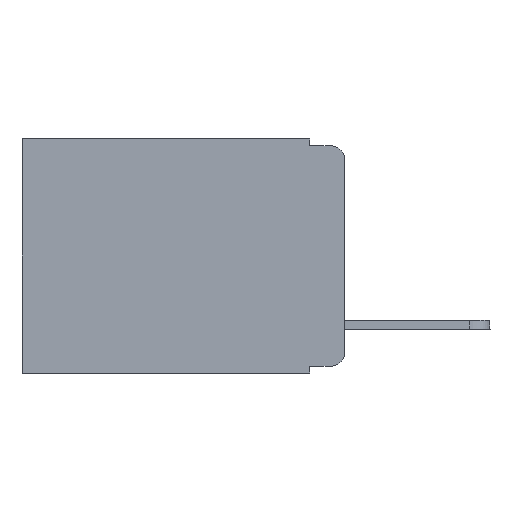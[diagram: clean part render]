
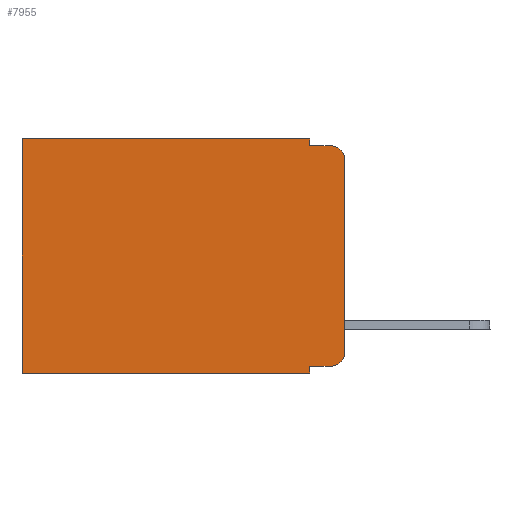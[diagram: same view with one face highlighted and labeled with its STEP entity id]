
A CAD part, left-side view. The second image highlights one B-rep face of the part: STEP entity #7955.
In plain terms, the highlighted planar face has unit normal (-1, 0, 0).
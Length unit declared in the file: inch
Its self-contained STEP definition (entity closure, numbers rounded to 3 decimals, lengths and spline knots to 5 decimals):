
#69 = CARTESIAN_POINT ( 'NONE',  ( 0.298, 0.051, -0.333 ) ) ;
#728 = EDGE_CURVE ( 'NONE', #7027, #4853, #5896, .T. ) ;
#732 = CARTESIAN_POINT ( 'NONE',  ( 0.298, 0.473, 0. ) ) ;
#793 = VECTOR ( 'NONE', #13883, 39.37008 ) ;
#1130 = DIRECTION ( 'NONE',  ( 0., -1., 0. ) ) ;
#1143 = CARTESIAN_POINT ( 'NONE',  ( 0.298, 0., 0. ) ) ;
#1238 = CARTESIAN_POINT ( 'NONE',  ( 0.298, 0.473, 0. ) ) ;
#1442 = ORIENTED_EDGE ( 'NONE', *, *, #2702, .F. ) ;
#1585 = DIRECTION ( 'NONE',  ( 0., -1., 0. ) ) ;
#1748 = VECTOR ( 'NONE', #8431, 39.37008 ) ;
#1812 = VERTEX_POINT ( 'NONE', #5822 ) ;
#2289 = EDGE_CURVE ( 'NONE', #14386, #8192, #14515, .T. ) ;
#2357 = ORIENTED_EDGE ( 'NONE', *, *, #728, .F. ) ;
#2702 = EDGE_CURVE ( 'NONE', #3751, #1812, #8993, .T. ) ;
#2888 = ORIENTED_EDGE ( 'NONE', *, *, #6191, .T. ) ;
#3175 = EDGE_CURVE ( 'NONE', #13206, #12820, #11708, .T. ) ;
#3186 = ORIENTED_EDGE ( 'NONE', *, *, #9443, .T. ) ;
#3265 = CARTESIAN_POINT ( 'NONE',  ( 0.298, 0.02, -0.313 ) ) ;
#3311 = CARTESIAN_POINT ( 'NONE',  ( 0.298, 0.02, -0.01 ) ) ;
#3342 = EDGE_CURVE ( 'NONE', #12994, #1812, #13119, .T. ) ;
#3353 = AXIS2_PLACEMENT_3D ( 'NONE', #1143, #6704, #12493 ) ;
#3498 = CARTESIAN_POINT ( 'NONE',  ( 0.298, 0.051, -0.343 ) ) ;
#3524 = CIRCLE ( 'NONE', #7713, 0.02 ) ;
#3751 = VERTEX_POINT ( 'NONE', #6665 ) ;
#4390 = ORIENTED_EDGE ( 'NONE', *, *, #7379, .F. ) ;
#4853 = VERTEX_POINT ( 'NONE', #3498 ) ;
#4952 = EDGE_LOOP ( 'NONE', ( #1442, #3186, #12146, #7534, #2888, #10164, #4390, #2357, #6802, #5333 ) ) ;
#5333 = ORIENTED_EDGE ( 'NONE', *, *, #3342, .T. ) ;
#5822 = CARTESIAN_POINT ( 'NONE',  ( 0.298, 0., -0.313 ) ) ;
#5896 = LINE ( 'NONE', #9530, #1748 ) ;
#6191 = EDGE_CURVE ( 'NONE', #12089, #14386, #8297, .T. ) ;
#6199 = EDGE_CURVE ( 'NONE', #12089, #13206, #12861, .T. ) ;
#6665 = CARTESIAN_POINT ( 'NONE',  ( 0.298, 0., -0.03 ) ) ;
#6689 = LINE ( 'NONE', #69, #14062 ) ;
#6704 = DIRECTION ( 'NONE',  ( 1., 0., 0. ) ) ;
#6802 = ORIENTED_EDGE ( 'NONE', *, *, #9866, .T. ) ;
#7027 = VERTEX_POINT ( 'NONE', #14295 ) ;
#7221 = DIRECTION ( 'NONE',  ( 0., 0., -1. ) ) ;
#7379 = EDGE_CURVE ( 'NONE', #4853, #8192, #9717, .T. ) ;
#7527 = DIRECTION ( 'NONE',  ( -1., 0., 0. ) ) ;
#7534 = ORIENTED_EDGE ( 'NONE', *, *, #6199, .F. ) ;
#7713 = AXIS2_PLACEMENT_3D ( 'NONE', #12643, #11697, #10518 ) ;
#7955 = ADVANCED_FACE ( 'NONE', ( #13539 ), #11111, .F. ) ;
#7975 = CARTESIAN_POINT ( 'NONE',  ( 0.298, 0., 0. ) ) ;
#8122 = DIRECTION ( 'NONE',  ( 0., 0., -1. ) ) ;
#8192 = VERTEX_POINT ( 'NONE', #8295 ) ;
#8295 = CARTESIAN_POINT ( 'NONE',  ( 0.298, 0.473, -0.343 ) ) ;
#8297 = LINE ( 'NONE', #9396, #793 ) ;
#8431 = DIRECTION ( 'NONE',  ( 0., 0., -1. ) ) ;
#8831 = VECTOR ( 'NONE', #11887, 39.37008 ) ;
#8993 = LINE ( 'NONE', #7975, #13794 ) ;
#9396 = CARTESIAN_POINT ( 'NONE',  ( 0.298, 0., 0. ) ) ;
#9443 = EDGE_CURVE ( 'NONE', #3751, #12820, #3524, .T. ) ;
#9530 = CARTESIAN_POINT ( 'NONE',  ( 0.298, 0.051, 0. ) ) ;
#9679 = CARTESIAN_POINT ( 'NONE',  ( 0.298, 0.051, 0. ) ) ;
#9717 = LINE ( 'NONE', #13260, #9774 ) ;
#9774 = VECTOR ( 'NONE', #14334, 39.37008 ) ;
#9866 = EDGE_CURVE ( 'NONE', #7027, #12994, #6689, .T. ) ;
#10164 = ORIENTED_EDGE ( 'NONE', *, *, #2289, .T. ) ;
#10518 = DIRECTION ( 'NONE',  ( 0., 0., -1. ) ) ;
#10534 = CARTESIAN_POINT ( 'NONE',  ( 0.298, 0.051, -0.01 ) ) ;
#10998 = VECTOR ( 'NONE', #1585, 39.37008 ) ;
#11097 = VECTOR ( 'NONE', #7221, 39.37008 ) ;
#11111 = PLANE ( 'NONE',  #3353 ) ;
#11697 = DIRECTION ( 'NONE',  ( -1., 0., 0. ) ) ;
#11708 = LINE ( 'NONE', #10534, #10998 ) ;
#11721 = AXIS2_PLACEMENT_3D ( 'NONE', #3265, #7527, #12063 ) ;
#11887 = DIRECTION ( 'NONE',  ( 0., 0., -1. ) ) ;
#12063 = DIRECTION ( 'NONE',  ( 0., 0., -1. ) ) ;
#12089 = VERTEX_POINT ( 'NONE', #13545 ) ;
#12146 = ORIENTED_EDGE ( 'NONE', *, *, #3175, .F. ) ;
#12493 = DIRECTION ( 'NONE',  ( 0., 0., -1. ) ) ;
#12536 = CARTESIAN_POINT ( 'NONE',  ( 0.298, 0.02, -0.333 ) ) ;
#12643 = CARTESIAN_POINT ( 'NONE',  ( 0.298, 0.02, -0.03 ) ) ;
#12820 = VERTEX_POINT ( 'NONE', #3311 ) ;
#12861 = LINE ( 'NONE', #9679, #11097 ) ;
#12994 = VERTEX_POINT ( 'NONE', #12536 ) ;
#13119 = CIRCLE ( 'NONE', #11721, 0.02 ) ;
#13206 = VERTEX_POINT ( 'NONE', #13855 ) ;
#13260 = CARTESIAN_POINT ( 'NONE',  ( 0.298, 0., -0.343 ) ) ;
#13539 = FACE_OUTER_BOUND ( 'NONE', #4952, .T. ) ;
#13545 = CARTESIAN_POINT ( 'NONE',  ( 0.298, 0.051, 0. ) ) ;
#13794 = VECTOR ( 'NONE', #8122, 39.37008 ) ;
#13855 = CARTESIAN_POINT ( 'NONE',  ( 0.298, 0.051, -0.01 ) ) ;
#13883 = DIRECTION ( 'NONE',  ( 0., 1., 0. ) ) ;
#14062 = VECTOR ( 'NONE', #1130, 39.37008 ) ;
#14295 = CARTESIAN_POINT ( 'NONE',  ( 0.298, 0.051, -0.333 ) ) ;
#14334 = DIRECTION ( 'NONE',  ( 0., 1., 0. ) ) ;
#14386 = VERTEX_POINT ( 'NONE', #1238 ) ;
#14515 = LINE ( 'NONE', #732, #8831 ) ;
